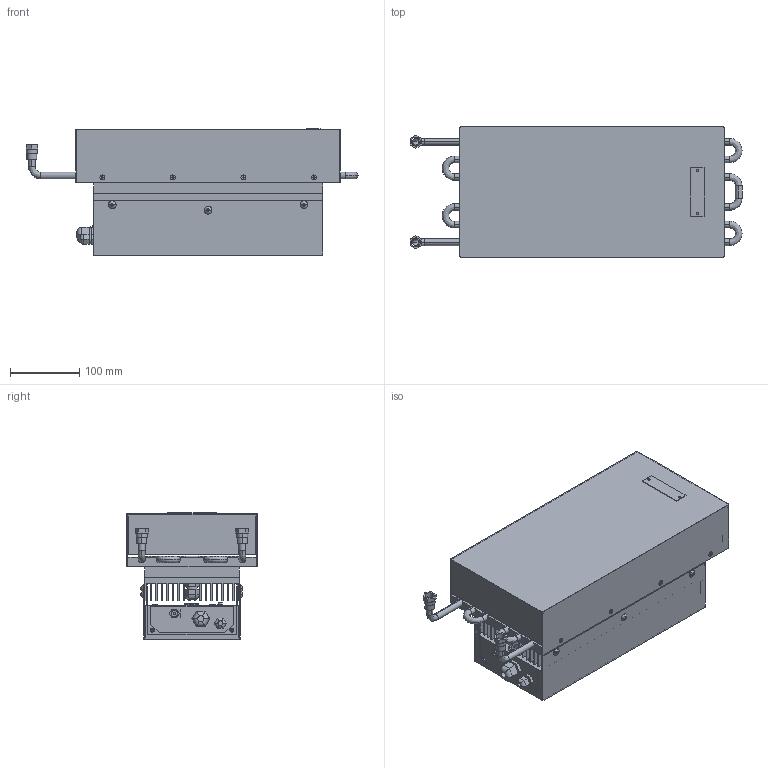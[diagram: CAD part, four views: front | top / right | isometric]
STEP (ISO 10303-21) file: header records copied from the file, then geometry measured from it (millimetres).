
FILE_DESCRIPTION (( 'STEP AP203' ), '1' );
FILE_NAME ('lhp-1200xe.STEP', '2016-05-17T16:53:19', ( '' ), ( '' ), 'SwSTEP 2.0', 'SolidWorks 2016', '' );
FILE_SCHEMA (( 'CONFIG_CONTROL_DESIGN' ));
Length unit declared in the file: inch
Products named in the file (1): lhp-1200xe
Bounding box: 478.28 x 187.45 x 181.61 mm (x, y, z)
Surface area: 1233133.4 mm2 (no closed solid volume)
Topology: 0 solids, 54 shells, 786 faces, 2847 edges, 2077 vertices
Faces by surface type: plane 497, cylinder 257, bspline 30, cone 2
Entity records: 32022 total; most frequent: CARTESIAN_POINT 7424, DIRECTION 5156, ORIENTED_EDGE 4428, EDGE_CURVE 2839, VERTEX_POINT 2074, AXIS2_PLACEMENT_3D 1720, LINE 1716, VECTOR 1716
